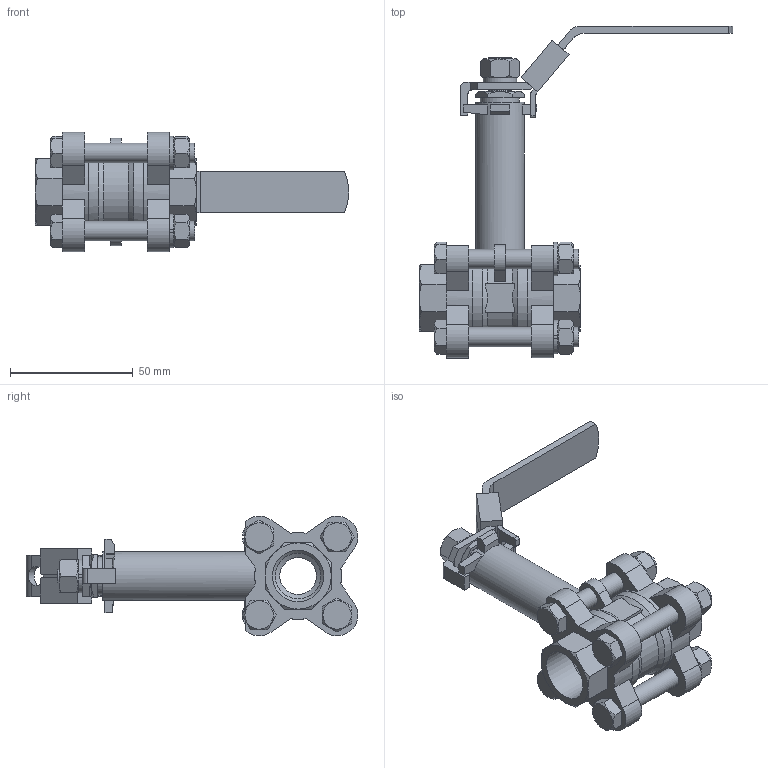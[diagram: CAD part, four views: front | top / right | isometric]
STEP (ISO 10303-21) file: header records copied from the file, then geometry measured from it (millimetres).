
FILE_DESCRIPTION(/* description */ ('Unknown'),/* implementation_level */ '2;1');
FILE_NAME(/* name */ 'R-641-SP-DN15',/* time_stamp */ '2024-03-28T10:17:51+08:00',/* author */ ('Unknown'),/* organization */ ('Unknown'),/* preprocessor_version */ 'ST-DEVELOPER v16.7',/* originating_system */ 'DEX',/* authorisation */ $);
FILE_SCHEMA (('AUTOMOTIVE_DESIGN {1 0 10303 214 3 1 1}'));
Length unit declared in the file: millimetre
Products named in the file (2): R-641-SP-DN15; V-3CSH HK專用 牙口 D
Assembly tree (1 placements, depth 2):
  R-641-SP-DN15
    V-3CSH HK專用 牙口 D
Bounding box: 127.78 x 135.41 x 48.82 mm (x, y, z)
Volume: 97511.5 mm3; surface area: 38040 mm2
Topology: 1 solids, 1 shells, 380 faces, 1018 edges, 658 vertices
Faces by surface type: plane 251, cylinder 75, cone 54
Full cylindrical faces by diameter (mm): 2 x1, 7.9 x8, 8 x1, 8.5 x10, 9.2 x1, 9.8 x1, 10.5 x1, 15 x1, 15.9 x1, 20 x1, 20.96 x2, 35.4 x2, 35.5 x2
Entity records: 11756 total; most frequent: CARTESIAN_POINT 2670, ORIENTED_EDGE 1872, DIRECTION 1798, EDGE_CURVE 936, AXIS2_PLACEMENT_3D 640, VERTEX_POINT 627, LINE 518, VECTOR 518
